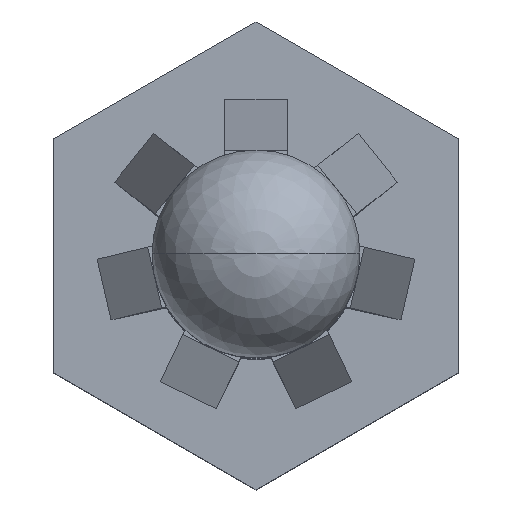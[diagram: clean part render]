
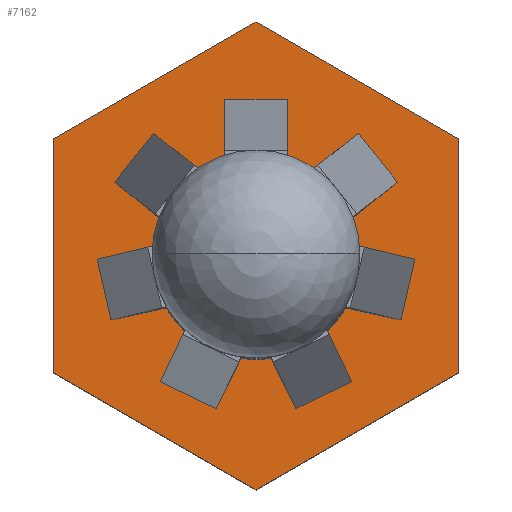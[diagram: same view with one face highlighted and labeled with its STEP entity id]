
A CAD part, top view. The second image highlights one B-rep face of the part: STEP entity #7162.
In plain terms, the highlighted planar face has unit normal (0, 0, 1).
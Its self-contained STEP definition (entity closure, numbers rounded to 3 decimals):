
#6968=CARTESIAN_POINT('',(-1.949,1.125,2.0));
#6969=VERTEX_POINT('',#6968);
#6970=CARTESIAN_POINT('',(0.,2.25,2.0));
#6971=VERTEX_POINT('',#6970);
#6972=CARTESIAN_POINT('',(-1.949,1.125,2.0));
#6973=DIRECTION('',(0.866,0.5,0.0));
#6974=VECTOR('',#6973,2.25);
#6975=LINE('',#6972,#6974);
#6976=EDGE_CURVE('',#6969,#6971,#6975,.T.);
#7008=CARTESIAN_POINT('',(1.949,1.125,2.0));
#7009=VERTEX_POINT('',#7008);
#7010=CARTESIAN_POINT('',(0.,2.25,2.0));
#7011=DIRECTION('',(0.866,-0.5,0.0));
#7012=VECTOR('',#7011,2.25);
#7013=LINE('',#7010,#7012);
#7014=EDGE_CURVE('',#6971,#7009,#7013,.T.);
#7039=CARTESIAN_POINT('',(1.949,-1.125,2.0));
#7040=VERTEX_POINT('',#7039);
#7041=CARTESIAN_POINT('',(1.949,1.125,2.0));
#7042=DIRECTION('',(0.0,-1.0,0.0));
#7043=VECTOR('',#7042,2.25);
#7044=LINE('',#7041,#7043);
#7045=EDGE_CURVE('',#7009,#7040,#7044,.T.);
#7070=CARTESIAN_POINT('',(0.,-2.25,2.0));
#7071=VERTEX_POINT('',#7070);
#7072=CARTESIAN_POINT('',(1.949,-1.125,2.0));
#7073=DIRECTION('',(-0.866,-0.5,0.0));
#7074=VECTOR('',#7073,2.25);
#7075=LINE('',#7072,#7074);
#7076=EDGE_CURVE('',#7040,#7071,#7075,.T.);
#7101=CARTESIAN_POINT('',(-1.949,-1.125,2.0));
#7102=VERTEX_POINT('',#7101);
#7103=CARTESIAN_POINT('',(0.,-2.25,2.0));
#7104=DIRECTION('',(-0.866,0.5,0.0));
#7105=VECTOR('',#7104,2.25);
#7106=LINE('',#7103,#7105);
#7107=EDGE_CURVE('',#7071,#7102,#7106,.T.);
#7132=CARTESIAN_POINT('',(-1.949,-1.125,2.0));
#7133=DIRECTION('',(0.0,1.0,0.0));
#7134=VECTOR('',#7133,2.25);
#7135=LINE('',#7132,#7134);
#7136=EDGE_CURVE('',#7102,#6969,#7135,.T.);
#7149=CARTESIAN_POINT('',(0.,0.,2.0));
#7150=DIRECTION('',(0.0,0.0,1.0));
#7151=DIRECTION('',(1.0,0.0,0.0));
#7152=AXIS2_PLACEMENT_3D('',#7149,#7150,#7151);
#7153=PLANE('',#7152);
#7154=ORIENTED_EDGE('',*,*,#6976,.F.);
#7155=ORIENTED_EDGE('',*,*,#7136,.F.);
#7156=ORIENTED_EDGE('',*,*,#7107,.F.);
#7157=ORIENTED_EDGE('',*,*,#7076,.F.);
#7158=ORIENTED_EDGE('',*,*,#7045,.F.);
#7159=ORIENTED_EDGE('',*,*,#7014,.F.);
#7160=EDGE_LOOP('',(#7154,#7155,#7156,#7157,#7158,#7159));
#7161=FACE_OUTER_BOUND('',#7160,.T.);
#7162=ADVANCED_FACE('',(#7161),#7153,.T.);
